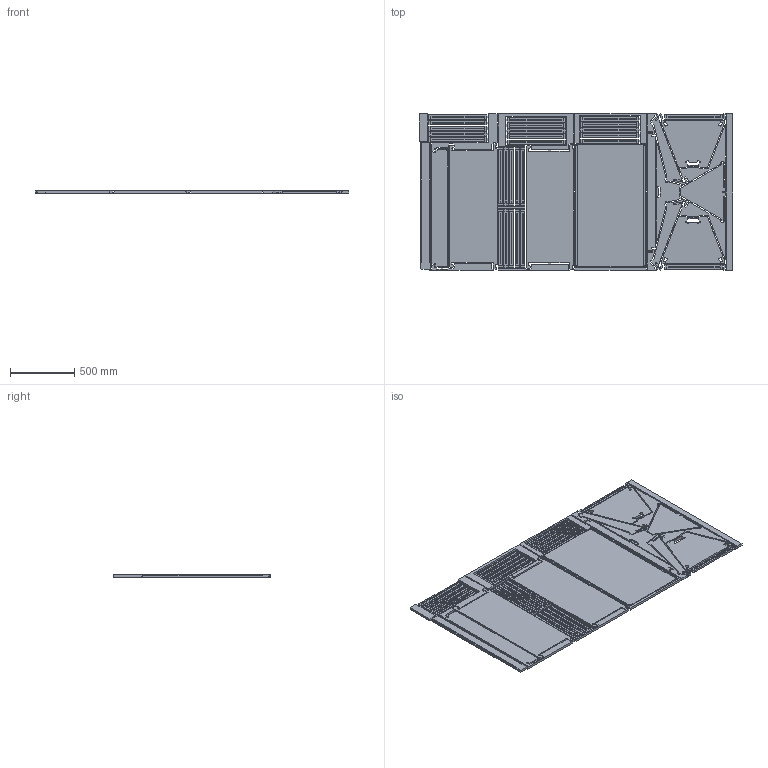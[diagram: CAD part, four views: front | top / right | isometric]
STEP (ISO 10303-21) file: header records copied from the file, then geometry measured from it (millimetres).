
FILE_DESCRIPTION(/* description */ (''),/* implementation_level */ '2;1');
FILE_NAME(/* name */ 'ECO - v1.6_3D_Nesting_0',/* time_stamp */ '2015-05-15T23:26:37+02:00',/* author */ (''),/* organization */ (''),/* preprocessor_version */ 'ST-DEVELOPER v10',/* originating_system */ '',/* authorisation */ '');
FILE_SCHEMA (('CONFIG_CONTROL_DESIGN'));
Length unit declared in the file: inch
Products named in the file (1): 1
Bounding box: 2438.4 x 1219.2 x 18.8 mm (x, y, z)
Volume: 47102120 mm3; surface area: 6631531.3 mm2
Topology: 7 solids, 9 shells, 1324 faces, 3642 edges, 2336 vertices
Faces by surface type: plane 1035, bspline 289
Entity records: 37560 total; most frequent: CARTESIAN_POINT 14573, ORIENTED_EDGE 7262, EDGE_CURVE 3648, B_SPLINE_CURVE_WITH_KNOTS 2373, VERTEX_POINT 2340, EDGE_LOOP 1410, ADVANCED_FACE 1324, FACE_OUTER_BOUND 1324
